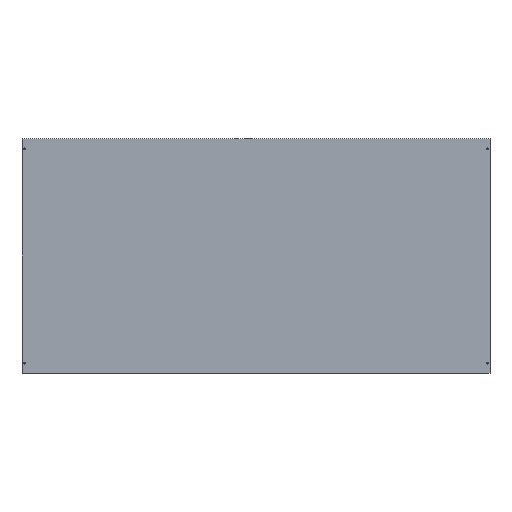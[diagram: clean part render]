
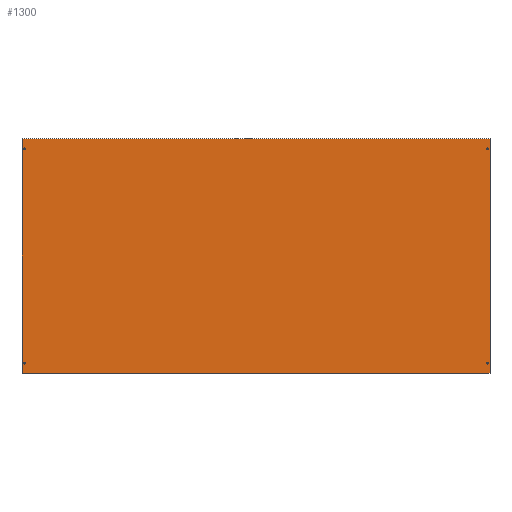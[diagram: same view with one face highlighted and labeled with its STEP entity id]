
A CAD part, left-side view. The second image highlights one B-rep face of the part: STEP entity #1300.
In plain terms, the highlighted planar face has unit normal (-1, 0, 0).
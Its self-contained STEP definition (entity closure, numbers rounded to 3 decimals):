
#26 = ORIENTED_EDGE ( 'NONE', *, *, #640, .T. ) ;
#76 = ORIENTED_EDGE ( 'NONE', *, *, #1021, .T. ) ;
#96 = EDGE_CURVE ( 'NONE', #427, #1161, #639, .T. ) ;
#107 = EDGE_LOOP ( 'NONE', ( #1090, #1319 ) ) ;
#118 = CARTESIAN_POINT ( 'NONE',  ( 0., -791., -38.25 ) ) ;
#127 = LINE ( 'NONE', #345, #1060 ) ;
#141 = VERTEX_POINT ( 'NONE', #869 ) ;
#162 = DIRECTION ( 'NONE',  ( 1., 0., 0. ) ) ;
#187 = DIRECTION ( 'NONE',  ( 0., 0., 1. ) ) ;
#192 = AXIS2_PLACEMENT_3D ( 'NONE', #1011, #824, #343 ) ;
#216 = CARTESIAN_POINT ( 'NONE',  ( 0., 791., -35. ) ) ;
#224 = VERTEX_POINT ( 'NONE', #881 ) ;
#236 = ORIENTED_EDGE ( 'NONE', *, *, #713, .T. ) ;
#237 = DIRECTION ( 'NONE',  ( 0., 0., 1. ) ) ;
#239 = ORIENTED_EDGE ( 'NONE', *, *, #1016, .T. ) ;
#261 = CARTESIAN_POINT ( 'NONE',  ( 0., 800., -802.5 ) ) ;
#272 = DIRECTION ( 'NONE',  ( 0., 0., 1. ) ) ;
#278 = DIRECTION ( 'NONE',  ( 0., 0., 1. ) ) ;
#336 = DIRECTION ( 'NONE',  ( 1., 0., 0. ) ) ;
#341 = AXIS2_PLACEMENT_3D ( 'NONE', #1322, #433, #272 ) ;
#343 = DIRECTION ( 'NONE',  ( 0., 0., 1. ) ) ;
#345 = CARTESIAN_POINT ( 'NONE',  ( 0., 800., -802.5 ) ) ;
#347 = DIRECTION ( 'NONE',  ( 0., 0., 1. ) ) ;
#352 = DIRECTION ( 'NONE',  ( 1., 0., 0. ) ) ;
#355 = CIRCLE ( 'NONE', #362, 3.25 ) ;
#356 = VERTEX_POINT ( 'NONE', #998 ) ;
#362 = AXIS2_PLACEMENT_3D ( 'NONE', #601, #733, #517 ) ;
#366 = AXIS2_PLACEMENT_3D ( 'NONE', #1173, #352, #1355 ) ;
#426 = CIRCLE ( 'NONE', #580, 3.25 ) ;
#427 = VERTEX_POINT ( 'NONE', #605 ) ;
#433 = DIRECTION ( 'NONE',  ( 1., 0., 0. ) ) ;
#468 = CIRCLE ( 'NONE', #599, 3.25 ) ;
#469 = ORIENTED_EDGE ( 'NONE', *, *, #96, .T. ) ;
#517 = DIRECTION ( 'NONE',  ( 0., 0., 1. ) ) ;
#520 = AXIS2_PLACEMENT_3D ( 'NONE', #566, #1438, #187 ) ;
#532 = AXIS2_PLACEMENT_3D ( 'NONE', #1301, #162, #278 ) ;
#545 = FACE_OUTER_BOUND ( 'NONE', #1427, .T. ) ;
#562 = DIRECTION ( 'NONE',  ( 0., 0., -1. ) ) ;
#566 = CARTESIAN_POINT ( 'NONE',  ( 0., -791., -35. ) ) ;
#580 = AXIS2_PLACEMENT_3D ( 'NONE', #1314, #1067, #347 ) ;
#592 = CIRCLE ( 'NONE', #341, 3.25 ) ;
#599 = AXIS2_PLACEMENT_3D ( 'NONE', #1205, #730, #805 ) ;
#601 = CARTESIAN_POINT ( 'NONE',  ( 0., 791., -767.5 ) ) ;
#605 = CARTESIAN_POINT ( 'NONE',  ( 0., 791., -31.75 ) ) ;
#610 = FACE_BOUND ( 'NONE', #1184, .T. ) ;
#636 = LINE ( 'NONE', #1219, #724 ) ;
#639 = CIRCLE ( 'NONE', #923, 3.25 ) ;
#640 = EDGE_CURVE ( 'NONE', #1247, #1077, #636, .T. ) ;
#655 = FACE_BOUND ( 'NONE', #107, .T. ) ;
#686 = ORIENTED_EDGE ( 'NONE', *, *, #807, .F. ) ;
#700 = CARTESIAN_POINT ( 'NONE',  ( 0., 791., -764.25 ) ) ;
#704 = EDGE_CURVE ( 'NONE', #224, #1356, #426, .T. ) ;
#713 = EDGE_CURVE ( 'NONE', #1225, #356, #468, .T. ) ;
#723 = EDGE_CURVE ( 'NONE', #1161, #427, #1044, .T. ) ;
#724 = VECTOR ( 'NONE', #1098, 1000. ) ;
#730 = DIRECTION ( 'NONE',  ( 1., 0., 0. ) ) ;
#733 = DIRECTION ( 'NONE',  ( 1., 0., 0. ) ) ;
#749 = EDGE_CURVE ( 'NONE', #857, #141, #1329, .T. ) ;
#754 = LINE ( 'NONE', #1206, #907 ) ;
#789 = EDGE_CURVE ( 'NONE', #838, #1247, #127, .T. ) ;
#792 = ORIENTED_EDGE ( 'NONE', *, *, #789, .T. ) ;
#805 = DIRECTION ( 'NONE',  ( 0., 0., 1. ) ) ;
#807 = EDGE_CURVE ( 'NONE', #838, #1143, #754, .T. ) ;
#809 = EDGE_CURVE ( 'NONE', #1143, #1077, #1423, .T. ) ;
#814 = PLANE ( 'NONE',  #192 ) ;
#824 = DIRECTION ( 'NONE',  ( -1., 0., 0. ) ) ;
#826 = CARTESIAN_POINT ( 'NONE',  ( 0., -791., -770.75 ) ) ;
#838 = VERTEX_POINT ( 'NONE', #1244 ) ;
#854 = DIRECTION ( 'NONE',  ( 0., -1., 0. ) ) ;
#857 = VERTEX_POINT ( 'NONE', #118 ) ;
#869 = CARTESIAN_POINT ( 'NONE',  ( 0., -791., -31.75 ) ) ;
#881 = CARTESIAN_POINT ( 'NONE',  ( 0., 791., -770.75 ) ) ;
#887 = CARTESIAN_POINT ( 'NONE',  ( 0., -800., 0. ) ) ;
#907 = VECTOR ( 'NONE', #854, 1000. ) ;
#923 = AXIS2_PLACEMENT_3D ( 'NONE', #216, #336, #237 ) ;
#953 = CARTESIAN_POINT ( 'NONE',  ( 0., -800., -802.5 ) ) ;
#998 = CARTESIAN_POINT ( 'NONE',  ( 0., -791., -764.25 ) ) ;
#999 = CARTESIAN_POINT ( 'NONE',  ( 0., -800., -802.5 ) ) ;
#1011 = CARTESIAN_POINT ( 'NONE',  ( 0., 800., -802.5 ) ) ;
#1016 = EDGE_CURVE ( 'NONE', #1356, #224, #355, .T. ) ;
#1021 = EDGE_CURVE ( 'NONE', #356, #1225, #1208, .T. ) ;
#1034 = EDGE_CURVE ( 'NONE', #141, #857, #592, .T. ) ;
#1044 = CIRCLE ( 'NONE', #532, 3.25 ) ;
#1048 = ORIENTED_EDGE ( 'NONE', *, *, #704, .T. ) ;
#1060 = VECTOR ( 'NONE', #1277, 1000. ) ;
#1067 = DIRECTION ( 'NONE',  ( 1., 0., 0. ) ) ;
#1077 = VERTEX_POINT ( 'NONE', #999 ) ;
#1090 = ORIENTED_EDGE ( 'NONE', *, *, #749, .T. ) ;
#1091 = FACE_BOUND ( 'NONE', #1168, .T. ) ;
#1098 = DIRECTION ( 'NONE',  ( 0., -1., 0. ) ) ;
#1131 = EDGE_LOOP ( 'NONE', ( #1048, #239 ) ) ;
#1143 = VERTEX_POINT ( 'NONE', #887 ) ;
#1161 = VERTEX_POINT ( 'NONE', #1269 ) ;
#1168 = EDGE_LOOP ( 'NONE', ( #236, #76 ) ) ;
#1173 = CARTESIAN_POINT ( 'NONE',  ( 0., -791., -767.5 ) ) ;
#1184 = EDGE_LOOP ( 'NONE', ( #1320, #469 ) ) ;
#1205 = CARTESIAN_POINT ( 'NONE',  ( 0., -791., -767.5 ) ) ;
#1206 = CARTESIAN_POINT ( 'NONE',  ( 0., 800., 0. ) ) ;
#1208 = CIRCLE ( 'NONE', #366, 3.25 ) ;
#1219 = CARTESIAN_POINT ( 'NONE',  ( 0., 800., -802.5 ) ) ;
#1225 = VERTEX_POINT ( 'NONE', #826 ) ;
#1244 = CARTESIAN_POINT ( 'NONE',  ( 0., 800., 0. ) ) ;
#1247 = VERTEX_POINT ( 'NONE', #261 ) ;
#1269 = CARTESIAN_POINT ( 'NONE',  ( 0., 791., -38.25 ) ) ;
#1277 = DIRECTION ( 'NONE',  ( 0., 0., -1. ) ) ;
#1280 = ORIENTED_EDGE ( 'NONE', *, *, #809, .F. ) ;
#1300 = ADVANCED_FACE ( 'NONE', ( #655, #1091, #610, #1321, #545 ), #814, .T. ) ;
#1301 = CARTESIAN_POINT ( 'NONE',  ( 0., 791., -35. ) ) ;
#1314 = CARTESIAN_POINT ( 'NONE',  ( 0., 791., -767.5 ) ) ;
#1316 = VECTOR ( 'NONE', #562, 1000. ) ;
#1319 = ORIENTED_EDGE ( 'NONE', *, *, #1034, .T. ) ;
#1320 = ORIENTED_EDGE ( 'NONE', *, *, #723, .T. ) ;
#1321 = FACE_BOUND ( 'NONE', #1131, .T. ) ;
#1322 = CARTESIAN_POINT ( 'NONE',  ( 0., -791., -35. ) ) ;
#1329 = CIRCLE ( 'NONE', #520, 3.25 ) ;
#1355 = DIRECTION ( 'NONE',  ( 0., 0., 1. ) ) ;
#1356 = VERTEX_POINT ( 'NONE', #700 ) ;
#1423 = LINE ( 'NONE', #953, #1316 ) ;
#1427 = EDGE_LOOP ( 'NONE', ( #1280, #686, #792, #26 ) ) ;
#1438 = DIRECTION ( 'NONE',  ( 1., 0., 0. ) ) ;
